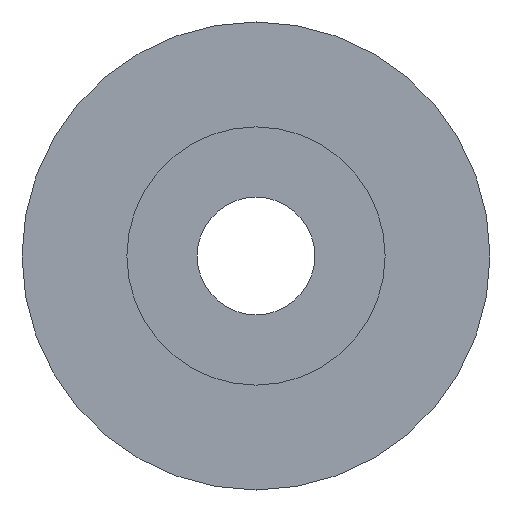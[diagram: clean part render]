
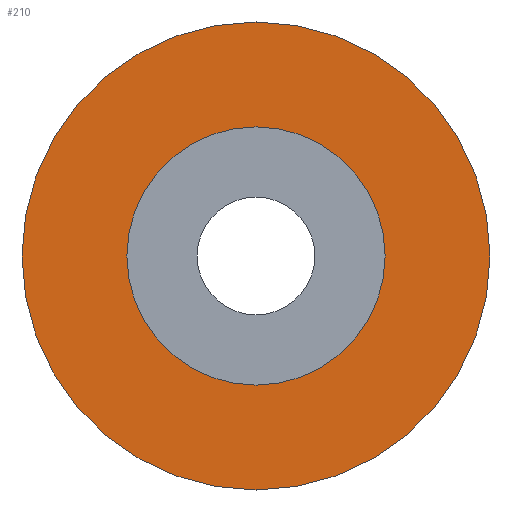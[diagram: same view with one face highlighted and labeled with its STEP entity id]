
A CAD part, front view. The second image highlights one B-rep face of the part: STEP entity #210.
In plain terms, the highlighted planar face has unit normal (0, -1, 0).
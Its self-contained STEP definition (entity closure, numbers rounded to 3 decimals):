
#22=FACE_BOUND('',#59,.T.);
#27=PLANE('',#262);
#39=FACE_OUTER_BOUND('',#58,.T.);
#58=EDGE_LOOP('',(#178));
#59=EDGE_LOOP('',(#179));
#94=CIRCLE('',#261,45.75);
#95=CIRCLE('',#263,12.7);
#110=VERTEX_POINT('',#386);
#111=VERTEX_POINT('',#390);
#132=EDGE_CURVE('',#110,#110,#94,.T.);
#134=EDGE_CURVE('',#111,#111,#95,.T.);
#178=ORIENTED_EDGE('',*,*,#132,.T.);
#179=ORIENTED_EDGE('',*,*,#134,.F.);
#210=ADVANCED_FACE('',(#39,#22),#27,.T.);
#261=AXIS2_PLACEMENT_3D('',#387,#324,#325);
#262=AXIS2_PLACEMENT_3D('',#389,#327,#328);
#263=AXIS2_PLACEMENT_3D('',#391,#329,#330);
#324=DIRECTION('center_axis',(0.,-1.,0.));
#325=DIRECTION('ref_axis',(1.,0.,0.));
#327=DIRECTION('center_axis',(0.,-1.,0.));
#328=DIRECTION('ref_axis',(0.,0.,-1.));
#329=DIRECTION('center_axis',(0.,-1.,0.));
#330=DIRECTION('ref_axis',(1.,0.,0.));
#386=CARTESIAN_POINT('',(45.75,25.25,0.));
#387=CARTESIAN_POINT('Origin',(0.,25.25,0.));
#389=CARTESIAN_POINT('Origin',(-12.7,25.25,0.));
#390=CARTESIAN_POINT('',(12.7,25.25,0.));
#391=CARTESIAN_POINT('Origin',(0.,25.25,0.));
